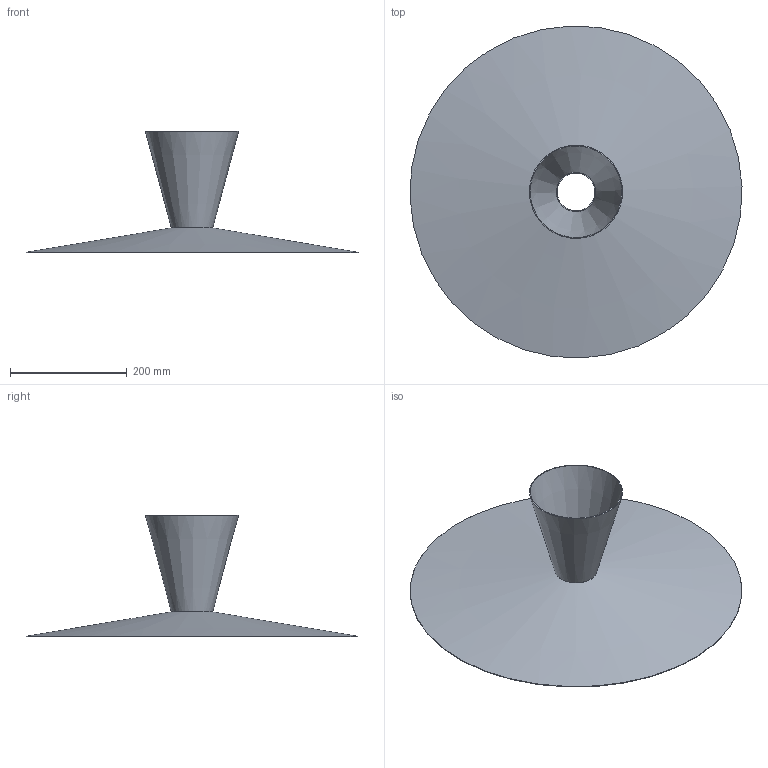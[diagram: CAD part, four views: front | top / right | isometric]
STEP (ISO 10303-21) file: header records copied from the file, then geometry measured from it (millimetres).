
FILE_DESCRIPTION(/* description */ ('This is a sample STEP configuration'),/* implementation_level */ '2;1');
FILE_NAME(/* name */ '114-0291xxxxxxxxx SIMPLE.ipt_Rev_00.1.stp',/* time_stamp */ '2023-04-26T12:50:15+02:00',/* author */ ('powerJobs'),/* organization */ ('coolOrange'),/* preprocessor_version */ 'ST-DEVELOPER v19.2',/* originating_system */ 'Autodesk Inventor 2023',/* authorisation */ '');
FILE_SCHEMA (('AUTOMOTIVE_DESIGN { 1 0 10303 214 3 1 1 }'));
Length unit declared in the file: millimetre
Products named in the file (1): ENG000025992
Bounding box: 569.76 x 569.76 x 209.26 mm (x, y, z)
Volume: 401187.3 mm3; surface area: 641317.6 mm2
Topology: 2 solids, 2 shells, 14 faces, 29 edges, 16 vertices
Faces by surface type: cone 7, torus 4, cylinder 2, plane 1
Full cylindrical faces by diameter (mm): 65 x1, 67.4 x1
Entity records: 423 total; most frequent: DIRECTION 79, CARTESIAN_POINT 60, ORIENTED_EDGE 58, AXIS2_PLACEMENT_3D 35, EDGE_CURVE 29, CIRCLE 20, VERTEX_POINT 16, EDGE_LOOP 15
